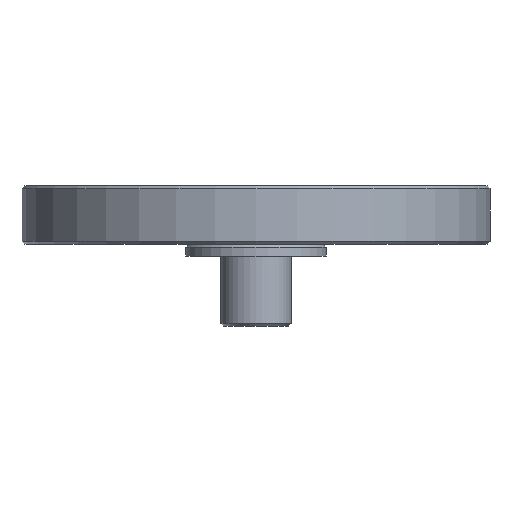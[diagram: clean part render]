
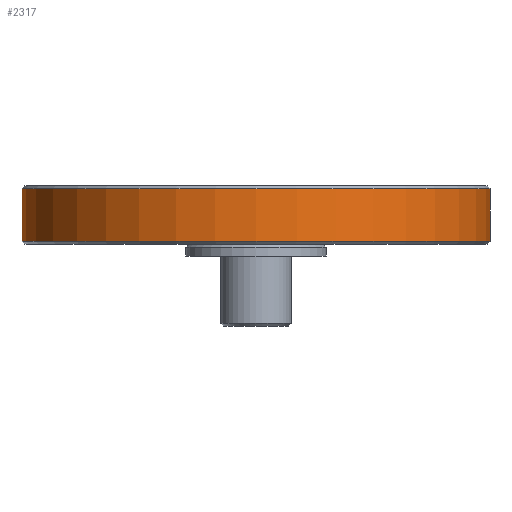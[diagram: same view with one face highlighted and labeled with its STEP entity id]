
A CAD part, front view. The second image highlights one B-rep face of the part: STEP entity #2317.
In plain terms, the highlighted cylindrical face has radius 10 mm (diameter 20 mm), a full revolution.
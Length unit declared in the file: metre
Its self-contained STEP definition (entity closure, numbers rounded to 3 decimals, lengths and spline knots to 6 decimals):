
#627=ORIENTED_EDGE('',*,*,#1298,.T.);
#628=ORIENTED_EDGE('',*,*,#1299,.T.);
#1298=EDGE_CURVE('',#1633,#1633,#1827,.F.);
#1299=EDGE_CURVE('',#1634,#1634,#1828,.T.);
#1633=VERTEX_POINT('',#3727);
#1634=VERTEX_POINT('',#3729);
#1827=CIRCLE('',#2533,0.01);
#1828=CIRCLE('',#2534,0.01);
#1930=EDGE_LOOP('',(#627));
#1931=EDGE_LOOP('',(#628));
#2096=FACE_BOUND('',#1930,.T.);
#2097=FACE_BOUND('',#1931,.T.);
#2246=CYLINDRICAL_SURFACE('',#2532,0.01);
#2317=ADVANCED_FACE('',(#2096,#2097),#2246,.T.);
#2532=AXIS2_PLACEMENT_3D('',#3725,#2918,#2919);
#2533=AXIS2_PLACEMENT_3D('',#3726,#2920,#2921);
#2534=AXIS2_PLACEMENT_3D('',#3728,#2922,#2923);
#2918=DIRECTION('',(0.,0.,1.));
#2919=DIRECTION('',(0.,-1.,0.));
#2920=DIRECTION('',(0.,0.,1.));
#2921=DIRECTION('',(1.,0.,0.));
#2922=DIRECTION('',(0.,0.,1.));
#2923=DIRECTION('',(1.,0.,0.));
#3725=CARTESIAN_POINT('',(0.,0.,-0.002));
#3726=CARTESIAN_POINT('',(0.,0.,0.000373));
#3727=CARTESIAN_POINT('',(0.01,0.,0.000373));
#3728=CARTESIAN_POINT('',(0.,0.,-0.001873));
#3729=CARTESIAN_POINT('',(0.01,0.,-0.001873));
